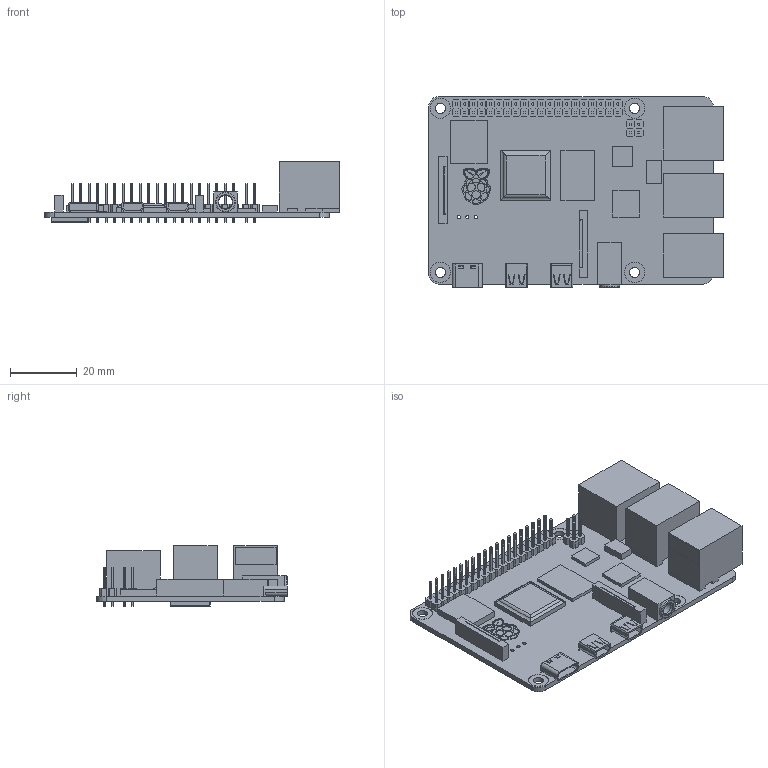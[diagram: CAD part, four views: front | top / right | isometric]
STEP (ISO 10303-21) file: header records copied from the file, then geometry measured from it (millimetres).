
FILE_DESCRIPTION(/* description */ (''),/* implementation_level */ '2;1');
FILE_NAME(/* name */ 'raspberry pi 4.stp',/* time_stamp */ '2023-02-19T00:56:15+03:00',/* author */ ('Tasya'),/* organization */ (''),/* preprocessor_version */ 'ST-DEVELOPER v18.1',/* originating_system */ 'Autodesk Inventor 2021',/* authorisation */ '');
FILE_SCHEMA (('AUTOMOTIVE_DESIGN { 1 0 10303 214 3 1 1 }'));
Length unit declared in the file: millimetre
Products named in the file (1): raspberry pi 4
Bounding box: 88 x 57 x 18 mm (x, y, z)
Volume: 18566.6 mm3; surface area: 26882.6 mm2
Topology: 122 solids, 122 shells, 1816 faces, 4654 edges, 3100 vertices
Faces by surface type: plane 1668, cylinder 118, bspline 28, torus 2
Full cylindrical faces by diameter (mm): 1 x47, 3 x4, 4 x2, 6 x9
Entity records: 59969 total; most frequent: CARTESIAN_POINT 15167, ORIENTED_EDGE 9308, DIRECTION 8410, EDGE_CURVE 4654, LINE 4364, VECTOR 4364, VERTEX_POINT 3100, EDGE_LOOP 2068
